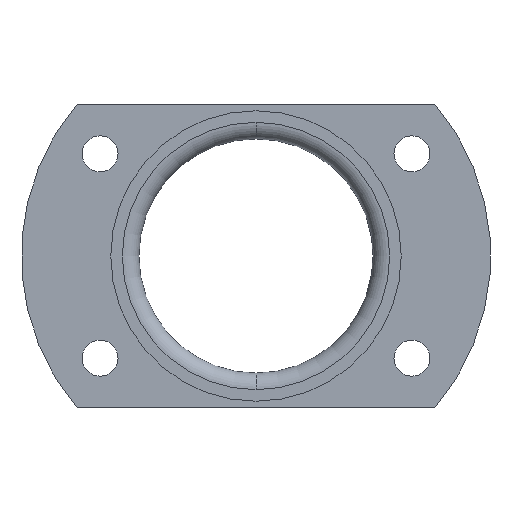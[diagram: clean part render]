
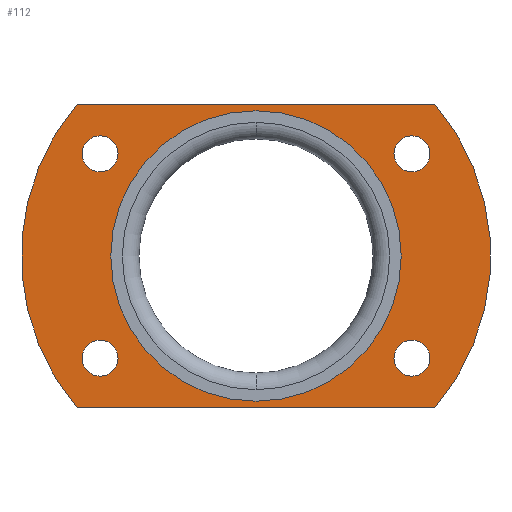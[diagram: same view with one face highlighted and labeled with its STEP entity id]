
A CAD part, front view. The second image highlights one B-rep face of the part: STEP entity #112.
In plain terms, the highlighted planar face has unit normal (0, -1, 0).
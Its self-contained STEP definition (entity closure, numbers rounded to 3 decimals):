
#1 = AXIS2_PLACEMENT_3D ( 'NONE', #1275, #355, #759 ) ;
#24 = CARTESIAN_POINT ( 'NONE',  ( -28.228, 0., -15.25 ) ) ;
#26 = EDGE_LOOP ( 'NONE', ( #1183, #206 ) ) ;
#29 = CARTESIAN_POINT ( 'NONE',  ( -26.296, 0., 27.5 ) ) ;
#31 = CARTESIAN_POINT ( 'NONE',  ( 0., 0., 0. ) ) ;
#33 = CARTESIAN_POINT ( 'NONE',  ( 0., 0., 0. ) ) ;
#42 = VERTEX_POINT ( 'NONE', #153 ) ;
#60 = DIRECTION ( 'NONE',  ( 0., 0., -1. ) ) ;
#61 = DIRECTION ( 'NONE',  ( 0., -1., 0. ) ) ;
#82 = CIRCLE ( 'NONE', #999, 42.5 ) ;
#94 = DIRECTION ( 'NONE',  ( 0., -1., 0. ) ) ;
#95 = ORIENTED_EDGE ( 'NONE', *, *, #841, .F. ) ;
#103 = CARTESIAN_POINT ( 'NONE',  ( -28.228, 0., 21.75 ) ) ;
#112 = ADVANCED_FACE ( 'NONE', ( #1288, #1293, #776, #451, #351, #456 ), #755, .F. ) ;
#118 = EDGE_CURVE ( 'NONE', #689, #1121, #510, .T. ) ;
#132 = CARTESIAN_POINT ( 'NONE',  ( 28.228, 0., 18.5 ) ) ;
#136 = ORIENTED_EDGE ( 'NONE', *, *, #1101, .F. ) ;
#147 = DIRECTION ( 'NONE',  ( 0., -1., 0. ) ) ;
#153 = CARTESIAN_POINT ( 'NONE',  ( 32.404, 0., 27.5 ) ) ;
#157 = VERTEX_POINT ( 'NONE', #1122 ) ;
#171 = AXIS2_PLACEMENT_3D ( 'NONE', #31, #147, #60 ) ;
#180 = EDGE_LOOP ( 'NONE', ( #1144, #834 ) ) ;
#183 = CARTESIAN_POINT ( 'NONE',  ( -28.228, 0., -21.75 ) ) ;
#202 = DIRECTION ( 'NONE',  ( 0., -1., 0. ) ) ;
#206 = ORIENTED_EDGE ( 'NONE', *, *, #736, .F. ) ;
#208 = DIRECTION ( 'NONE',  ( 0., -1., 0. ) ) ;
#225 = DIRECTION ( 'NONE',  ( 1., 0., 0. ) ) ;
#265 = DIRECTION ( 'NONE',  ( 0., 0., -1. ) ) ;
#295 = AXIS2_PLACEMENT_3D ( 'NONE', #1317, #94, #307 ) ;
#307 = DIRECTION ( 'NONE',  ( 0., 0., -1. ) ) ;
#316 = CIRCLE ( 'NONE', #171, 26.296 ) ;
#318 = CARTESIAN_POINT ( 'NONE',  ( 28.228, 0., -15.25 ) ) ;
#320 = CIRCLE ( 'NONE', #1073, 42.5 ) ;
#334 = DIRECTION ( 'NONE',  ( 0., -1., 0. ) ) ;
#351 = FACE_BOUND ( 'NONE', #180, .T. ) ;
#355 = DIRECTION ( 'NONE',  ( 0., -1., 0. ) ) ;
#358 = VERTEX_POINT ( 'NONE', #103 ) ;
#388 = EDGE_CURVE ( 'NONE', #1004, #866, #484, .T. ) ;
#394 = EDGE_CURVE ( 'NONE', #722, #42, #82, .T. ) ;
#423 = AXIS2_PLACEMENT_3D ( 'NONE', #132, #1053, #838 ) ;
#426 = ORIENTED_EDGE ( 'NONE', *, *, #394, .T. ) ;
#436 = EDGE_LOOP ( 'NONE', ( #914, #1204 ) ) ;
#440 = VERTEX_POINT ( 'NONE', #960 ) ;
#451 = FACE_BOUND ( 'NONE', #1046, .T. ) ;
#456 = FACE_OUTER_BOUND ( 'NONE', #729, .T. ) ;
#484 = CIRCLE ( 'NONE', #1241, 3.25 ) ;
#492 = EDGE_CURVE ( 'NONE', #157, #440, #932, .T. ) ;
#498 = CARTESIAN_POINT ( 'NONE',  ( -32.404, 0., 27.5 ) ) ;
#510 = CIRCLE ( 'NONE', #1, 3.25 ) ;
#528 = DIRECTION ( 'NONE',  ( 0., 0., -1. ) ) ;
#541 = ORIENTED_EDGE ( 'NONE', *, *, #1059, .T. ) ;
#543 = EDGE_CURVE ( 'NONE', #608, #42, #1248, .T. ) ;
#544 = CARTESIAN_POINT ( 'NONE',  ( -28.228, 0., 15.25 ) ) ;
#557 = VERTEX_POINT ( 'NONE', #836 ) ;
#573 = CARTESIAN_POINT ( 'NONE',  ( 0., 0., 26.296 ) ) ;
#608 = VERTEX_POINT ( 'NONE', #498 ) ;
#609 = CARTESIAN_POINT ( 'NONE',  ( -28.228, 0., -18.5 ) ) ;
#610 = VERTEX_POINT ( 'NONE', #1018 ) ;
#622 = CARTESIAN_POINT ( 'NONE',  ( -28.228, 0., -18.5 ) ) ;
#627 = CARTESIAN_POINT ( 'NONE',  ( 32.404, 0., -27.5 ) ) ;
#641 = CARTESIAN_POINT ( 'NONE',  ( -26.296, 0., -27.5 ) ) ;
#645 = DIRECTION ( 'NONE',  ( 0., 0., -1. ) ) ;
#654 = DIRECTION ( 'NONE',  ( 0., -1., 0. ) ) ;
#657 = DIRECTION ( 'NONE',  ( 0., 1., 0. ) ) ;
#676 = CIRCLE ( 'NONE', #1199, 3.25 ) ;
#683 = EDGE_CURVE ( 'NONE', #557, #697, #316, .T. ) ;
#689 = VERTEX_POINT ( 'NONE', #746 ) ;
#692 = DIRECTION ( 'NONE',  ( 0., 0., -1. ) ) ;
#697 = VERTEX_POINT ( 'NONE', #573 ) ;
#711 = DIRECTION ( 'NONE',  ( 0., 0., -1. ) ) ;
#722 = VERTEX_POINT ( 'NONE', #627 ) ;
#727 = CARTESIAN_POINT ( 'NONE',  ( 28.228, 0., 18.5 ) ) ;
#729 = EDGE_LOOP ( 'NONE', ( #765, #541, #875, #426 ) ) ;
#734 = DIRECTION ( 'NONE',  ( 0., 0., -1. ) ) ;
#736 = EDGE_CURVE ( 'NONE', #866, #1004, #1242, .T. ) ;
#743 = EDGE_CURVE ( 'NONE', #1121, #689, #979, .T. ) ;
#746 = CARTESIAN_POINT ( 'NONE',  ( 28.228, 0., -21.75 ) ) ;
#755 = PLANE ( 'NONE',  #910 ) ;
#759 = DIRECTION ( 'NONE',  ( 0., 0., -1. ) ) ;
#765 = ORIENTED_EDGE ( 'NONE', *, *, #543, .F. ) ;
#776 = FACE_BOUND ( 'NONE', #26, .T. ) ;
#782 = CIRCLE ( 'NONE', #1136, 26.296 ) ;
#801 = DIRECTION ( 'NONE',  ( 0., 0., -1. ) ) ;
#816 = ORIENTED_EDGE ( 'NONE', *, *, #683, .F. ) ;
#822 = CARTESIAN_POINT ( 'NONE',  ( -28.228, 0., 18.5 ) ) ;
#827 = CIRCLE ( 'NONE', #1002, 3.25 ) ;
#834 = ORIENTED_EDGE ( 'NONE', *, *, #743, .F. ) ;
#836 = CARTESIAN_POINT ( 'NONE',  ( 0., 0., -26.296 ) ) ;
#838 = DIRECTION ( 'NONE',  ( 0., 0., -1. ) ) ;
#841 = EDGE_CURVE ( 'NONE', #1261, #358, #676, .T. ) ;
#846 = EDGE_CURVE ( 'NONE', #440, #157, #1026, .T. ) ;
#848 = AXIS2_PLACEMENT_3D ( 'NONE', #609, #1228, #1113 ) ;
#849 = LINE ( 'NONE', #641, #1266 ) ;
#866 = VERTEX_POINT ( 'NONE', #24 ) ;
#875 = ORIENTED_EDGE ( 'NONE', *, *, #1223, .F. ) ;
#883 = CARTESIAN_POINT ( 'NONE',  ( 0., 0., 0. ) ) ;
#910 = AXIS2_PLACEMENT_3D ( 'NONE', #1172, #657, #1070 ) ;
#914 = ORIENTED_EDGE ( 'NONE', *, *, #492, .F. ) ;
#929 = DIRECTION ( 'NONE',  ( 0., -1., 0. ) ) ;
#932 = CIRCLE ( 'NONE', #423, 3.25 ) ;
#960 = CARTESIAN_POINT ( 'NONE',  ( 28.228, 0., 21.75 ) ) ;
#967 = EDGE_LOOP ( 'NONE', ( #95, #136 ) ) ;
#979 = CIRCLE ( 'NONE', #295, 3.25 ) ;
#999 = AXIS2_PLACEMENT_3D ( 'NONE', #33, #334, #645 ) ;
#1002 = AXIS2_PLACEMENT_3D ( 'NONE', #822, #1015, #692 ) ;
#1004 = VERTEX_POINT ( 'NONE', #183 ) ;
#1015 = DIRECTION ( 'NONE',  ( 0., -1., 0. ) ) ;
#1018 = CARTESIAN_POINT ( 'NONE',  ( -32.404, 0., -27.5 ) ) ;
#1026 = CIRCLE ( 'NONE', #1220, 3.25 ) ;
#1046 = EDGE_LOOP ( 'NONE', ( #816, #1126 ) ) ;
#1053 = DIRECTION ( 'NONE',  ( 0., -1., 0. ) ) ;
#1054 = DIRECTION ( 'NONE',  ( -1., 0., 0. ) ) ;
#1059 = EDGE_CURVE ( 'NONE', #608, #610, #320, .T. ) ;
#1069 = VECTOR ( 'NONE', #225, 1000. ) ;
#1070 = DIRECTION ( 'NONE',  ( 0., 0., 1. ) ) ;
#1073 = AXIS2_PLACEMENT_3D ( 'NONE', #883, #61, #265 ) ;
#1101 = EDGE_CURVE ( 'NONE', #358, #1261, #827, .T. ) ;
#1113 = DIRECTION ( 'NONE',  ( 0., 0., -1. ) ) ;
#1121 = VERTEX_POINT ( 'NONE', #318 ) ;
#1122 = CARTESIAN_POINT ( 'NONE',  ( 28.228, 0., 15.25 ) ) ;
#1126 = ORIENTED_EDGE ( 'NONE', *, *, #1224, .F. ) ;
#1136 = AXIS2_PLACEMENT_3D ( 'NONE', #1269, #654, #734 ) ;
#1144 = ORIENTED_EDGE ( 'NONE', *, *, #118, .F. ) ;
#1172 = CARTESIAN_POINT ( 'NONE',  ( -26.296, 0., 0. ) ) ;
#1183 = ORIENTED_EDGE ( 'NONE', *, *, #388, .F. ) ;
#1199 = AXIS2_PLACEMENT_3D ( 'NONE', #1221, #208, #801 ) ;
#1204 = ORIENTED_EDGE ( 'NONE', *, *, #846, .F. ) ;
#1220 = AXIS2_PLACEMENT_3D ( 'NONE', #727, #929, #528 ) ;
#1221 = CARTESIAN_POINT ( 'NONE',  ( -28.228, 0., 18.5 ) ) ;
#1223 = EDGE_CURVE ( 'NONE', #722, #610, #849, .T. ) ;
#1224 = EDGE_CURVE ( 'NONE', #697, #557, #782, .T. ) ;
#1228 = DIRECTION ( 'NONE',  ( 0., -1., 0. ) ) ;
#1241 = AXIS2_PLACEMENT_3D ( 'NONE', #622, #202, #711 ) ;
#1242 = CIRCLE ( 'NONE', #848, 3.25 ) ;
#1248 = LINE ( 'NONE', #29, #1069 ) ;
#1261 = VERTEX_POINT ( 'NONE', #544 ) ;
#1266 = VECTOR ( 'NONE', #1054, 1000. ) ;
#1269 = CARTESIAN_POINT ( 'NONE',  ( 0., 0., 0. ) ) ;
#1275 = CARTESIAN_POINT ( 'NONE',  ( 28.228, 0., -18.5 ) ) ;
#1288 = FACE_BOUND ( 'NONE', #436, .T. ) ;
#1293 = FACE_BOUND ( 'NONE', #967, .T. ) ;
#1317 = CARTESIAN_POINT ( 'NONE',  ( 28.228, 0., -18.5 ) ) ;
